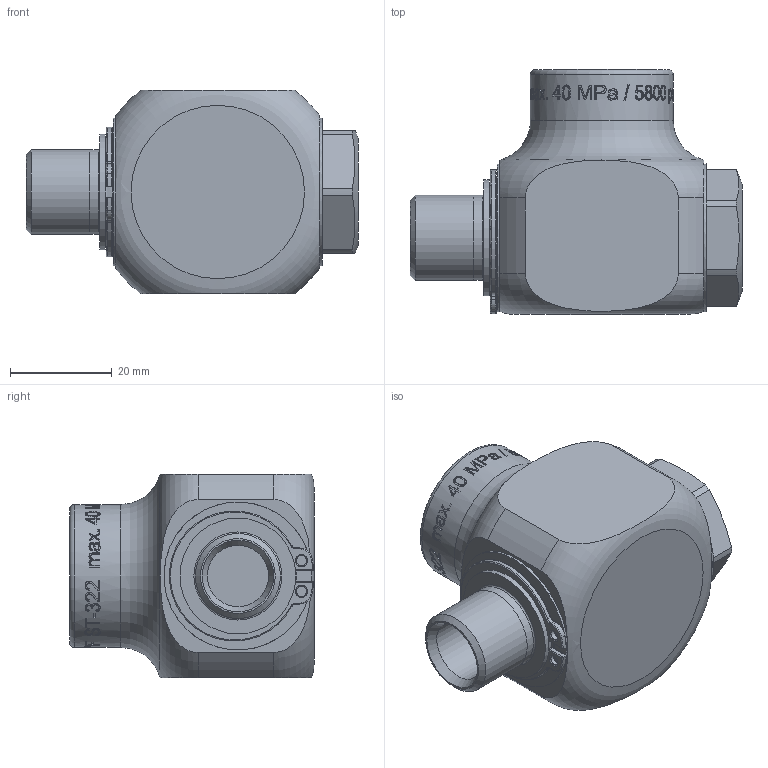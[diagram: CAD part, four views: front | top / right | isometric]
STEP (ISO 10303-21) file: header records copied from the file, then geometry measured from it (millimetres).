
FILE_DESCRIPTION(/* description */ ('Unknown'),/* implementation_level */ '2;1');
FILE_NAME(/* name */ '200322500 Drehgelenk',/* time_stamp */ '2022-02-01T10:05:16+01:00',/* author */ ('Unknown'),/* organization */ ('Unknown'),/* preprocessor_version */ 'ST-DEVELOPER v18.1',/* originating_system */ 'Solid Edge',/* authorisation */ 'Unknown');
FILE_SCHEMA (('AUTOMOTIVE_DESIGN {1 0 10303 214 3 1 1}'));
Length unit declared in the file: millimetre
Products named in the file (1): Part3
Bounding box: 65.1 x 48 x 40 mm (x, y, z)
Volume: 61166.8 mm3; surface area: 12015.7 mm2
Topology: 1 solids, 2 shells, 371 faces, 889 edges, 579 vertices
Faces by surface type: plane 144, bspline 101, cylinder 94, torus 28, cone 4
Full cylindrical faces by diameter (mm): 2 x2, 12 x1, 15.33 x2, 16.66 x2, 21.5 x1, 22.7 x3, 22.9 x2, 28 x1, 29 x2
Entity records: 20619 total; most frequent: CARTESIAN_POINT 11087, ORIENTED_EDGE 1660, DIRECTION 856, EDGE_CURVE 830, B_SPLINE_CURVE_WITH_KNOTS 644, VERTEX_POINT 566, EDGE_LOOP 482, FACE_BOUND 482
